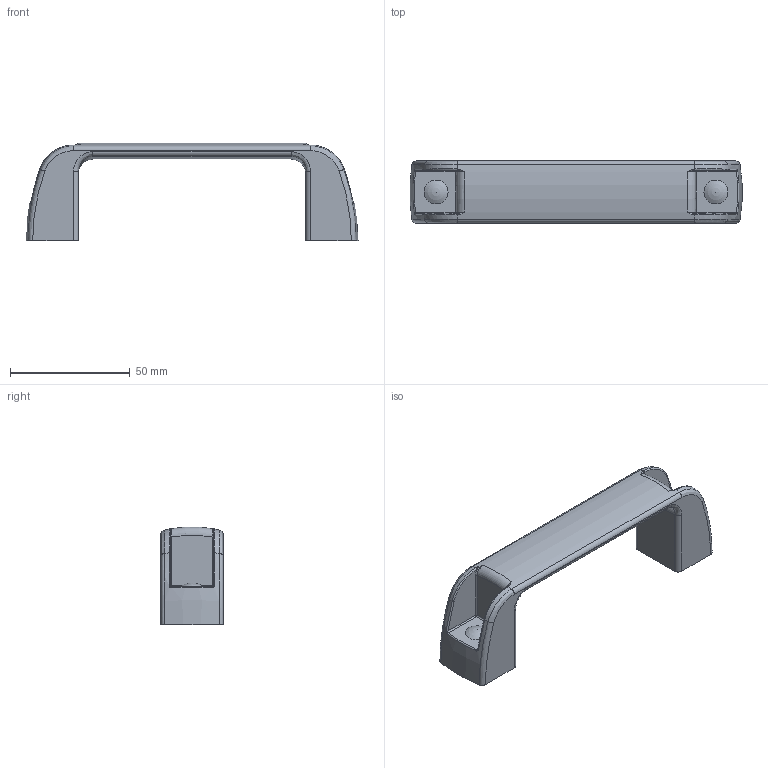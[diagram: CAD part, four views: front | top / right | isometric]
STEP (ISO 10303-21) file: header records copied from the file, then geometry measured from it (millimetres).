
FILE_DESCRIPTION( ( 'Unknown' ), '1' );
FILE_NAME( '6333560_MFB117_M08.stp', 'Unknown', ( 'Unknown' ), ( 'Unknown' ), 'PSStep 11.0', 'Unknown', ' ' );
FILE_SCHEMA( ( 'AUTOMOTIVE_DESIGN { 1 0 10303 214 1 1 1 1 }' ) );
Length unit declared in the file: millimetre
Products named in the file (1): 6333560
Bounding box: 138.79 x 26 x 40.92 mm (x, y, z)
Volume: 36687.2 mm3; surface area: 17361 mm2
Topology: 1 solids, 1 shells, 146 faces, 365 edges, 219 vertices
Faces by surface type: cylinder 54, plane 38, bspline 38, torus 6, sphere 6, cone 4
Full cylindrical faces by diameter (mm): 6.647 x4, 10 x2
Entity records: 11334 total; most frequent: CARTESIAN_POINT 7013, ORIENTED_EDGE 672, DIRECTION 618, EDGE_CURVE 336, AXIS2_PLACEMENT_3D 245, VERTEX_POINT 212, EDGE_LOOP 164, FACE_OUTER_BOUND 152
